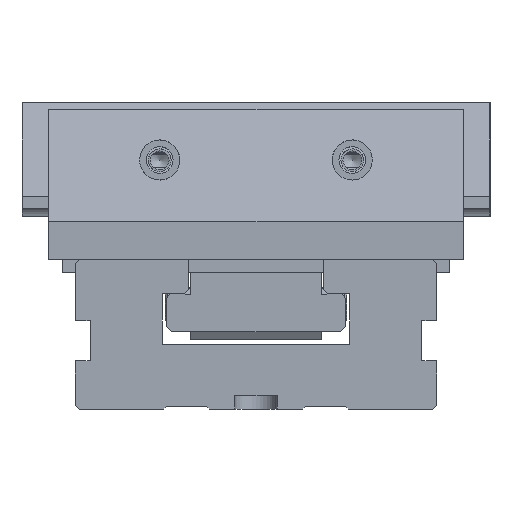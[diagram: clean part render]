
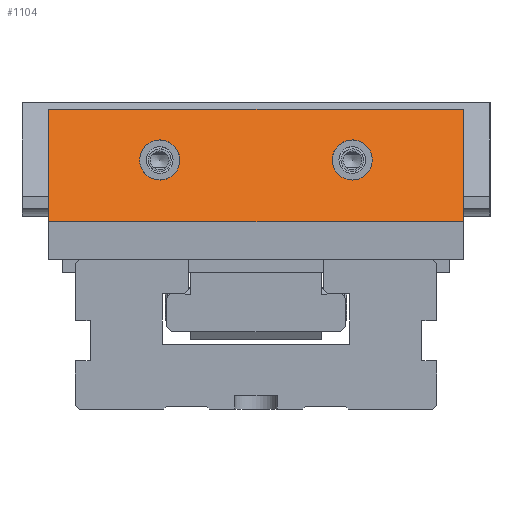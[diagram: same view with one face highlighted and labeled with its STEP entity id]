
A CAD part, left-side view. The second image highlights one B-rep face of the part: STEP entity #1104.
In plain terms, the highlighted planar face has unit normal (-0.924, 0, 0.383).
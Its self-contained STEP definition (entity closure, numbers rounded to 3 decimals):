
#643=FACE_BOUND('',#2187,.T.);
#644=FACE_BOUND('',#2188,.T.);
#645=FACE_BOUND('',#2189,.T.);
#987=ELLIPSE('',#8182,8.118,7.5);
#988=ELLIPSE('',#8197,8.118,7.5);
#1104=ADVANCED_FACE('',(#643,#644,#645),#1545,.F.);
#1545=PLANE('',#8208);
#2187=EDGE_LOOP('',(#3132,#3133,#3134,#3135));
#2188=EDGE_LOOP('',(#3136));
#2189=EDGE_LOOP('',(#3137));
#3132=ORIENTED_EDGE('',*,*,#5770,.T.);
#3133=ORIENTED_EDGE('',*,*,#5783,.T.);
#3134=ORIENTED_EDGE('',*,*,#5775,.T.);
#3135=ORIENTED_EDGE('',*,*,#5807,.T.);
#3136=ORIENTED_EDGE('',*,*,#5827,.F.);
#3137=ORIENTED_EDGE('',*,*,#5821,.F.);
#4963=VERTEX_POINT('',#11318);
#4964=VERTEX_POINT('',#11319);
#4967=VERTEX_POINT('',#11328);
#4968=VERTEX_POINT('',#11329);
#4999=VERTEX_POINT('',#11418);
#5006=VERTEX_POINT('',#11440);
#5770=EDGE_CURVE('',#4963,#4964,#6782,.T.);
#5775=EDGE_CURVE('',#4967,#4968,#6785,.T.);
#5783=EDGE_CURVE('',#4964,#4967,#6793,.T.);
#5807=EDGE_CURVE('',#4968,#4963,#6810,.T.);
#5821=EDGE_CURVE('',#4999,#4999,#987,.T.);
#5827=EDGE_CURVE('',#5006,#5006,#988,.T.);
#6782=LINE('',#11317,#7481);
#6785=LINE('',#11327,#7484);
#6793=LINE('',#11342,#7492);
#6810=LINE('',#11388,#7509);
#7481=VECTOR('',#9074,1.);
#7484=VECTOR('',#9083,1.);
#7492=VECTOR('',#9093,1.);
#7509=VECTOR('',#9130,1.);
#8182=AXIS2_PLACEMENT_3D('',#11417,#9165,#9166);
#8197=AXIS2_PLACEMENT_3D('',#11439,#9195,#9196);
#8208=AXIS2_PLACEMENT_3D('',#11455,#9217,#9218);
#9074=DIRECTION('',(0.,1.,0.));
#9083=DIRECTION('',(0.,-1.,0.));
#9093=DIRECTION('',(-0.383,0.,-0.924));
#9130=DIRECTION('',(0.383,0.,0.924));
#9165=DIRECTION('',(-0.924,0.,0.383));
#9166=DIRECTION('',(0.383,0.,0.924));
#9195=DIRECTION('',(-0.924,0.,0.383));
#9196=DIRECTION('',(0.383,0.,0.924));
#9217=DIRECTION('',(0.924,0.,-0.383));
#9218=DIRECTION('',(0.383,0.,0.924));
#11317=CARTESIAN_POINT('',(17.407,67.5,112.55));
#11318=CARTESIAN_POINT('',(17.407,-10.,112.55));
#11319=CARTESIAN_POINT('',(17.407,145.,112.55));
#11327=CARTESIAN_POINT('',(0.,67.5,70.527));
#11328=CARTESIAN_POINT('',(0.,145.,70.527));
#11329=CARTESIAN_POINT('',(0.,-10.,70.527));
#11342=CARTESIAN_POINT('',(0.992,145.,72.922));
#11388=CARTESIAN_POINT('',(0.992,-10.,72.922));
#11417=CARTESIAN_POINT('',(9.578,103.5,93.65));
#11418=CARTESIAN_POINT('',(12.685,103.5,101.15));
#11439=CARTESIAN_POINT('',(9.578,31.5,93.65));
#11440=CARTESIAN_POINT('',(12.685,31.5,101.15));
#11455=CARTESIAN_POINT('',(19.291,67.5,117.1));
